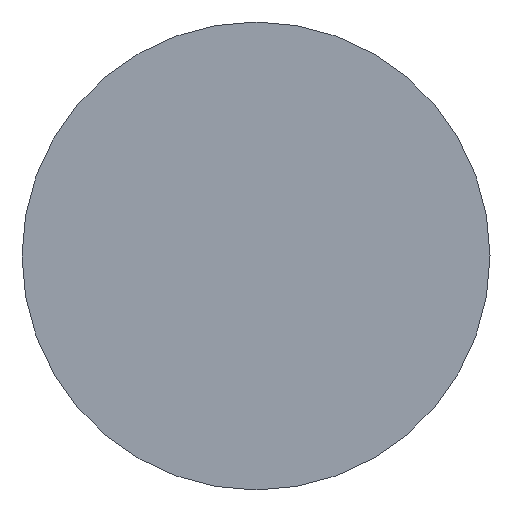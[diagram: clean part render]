
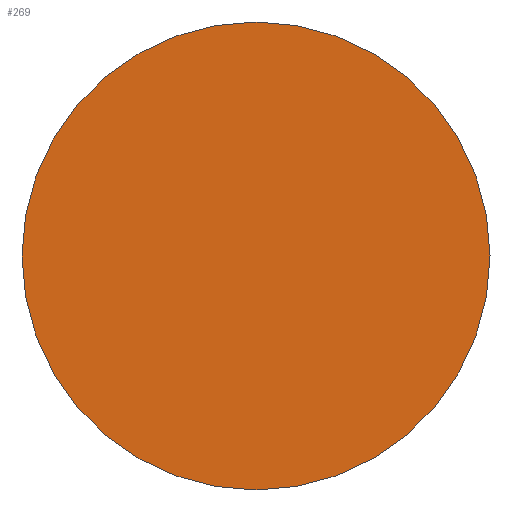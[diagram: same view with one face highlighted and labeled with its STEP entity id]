
A CAD part, front view. The second image highlights one B-rep face of the part: STEP entity #269.
In plain terms, the highlighted planar face has unit normal (0, -1, 0).
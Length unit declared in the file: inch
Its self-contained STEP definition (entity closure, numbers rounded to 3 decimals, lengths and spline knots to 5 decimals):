
#63 = DIRECTION ( 'NONE',  ( 0., 0., -1. ) ) ;
#85 = ORIENTED_EDGE ( 'NONE', *, *, #371, .T. ) ;
#91 = PLANE ( 'NONE',  #148 ) ;
#97 = AXIS2_PLACEMENT_3D ( 'NONE', #142, #291, #359 ) ;
#108 = CIRCLE ( 'NONE', #97, 0.25 ) ;
#111 = AXIS2_PLACEMENT_3D ( 'NONE', #447, #197, #282 ) ;
#124 = ORIENTED_EDGE ( 'NONE', *, *, #257, .T. ) ;
#142 = CARTESIAN_POINT ( 'NONE',  ( 0., 0., 0. ) ) ;
#148 = AXIS2_PLACEMENT_3D ( 'NONE', #383, #242, #63 ) ;
#166 = FACE_OUTER_BOUND ( 'NONE', #325, .T. ) ;
#197 = DIRECTION ( 'NONE',  ( 0., -1., 0. ) ) ;
#242 = DIRECTION ( 'NONE',  ( 0., -1., 0. ) ) ;
#251 = CARTESIAN_POINT ( 'NONE',  ( 0., 0., -0.25 ) ) ;
#257 = EDGE_CURVE ( 'NONE', #406, #316, #397, .T. ) ;
#269 = ADVANCED_FACE ( 'NONE', ( #166 ), #91, .T. ) ;
#282 = DIRECTION ( 'NONE',  ( 0., 0., -1. ) ) ;
#291 = DIRECTION ( 'NONE',  ( 0., -1., 0. ) ) ;
#316 = VERTEX_POINT ( 'NONE', #251 ) ;
#325 = EDGE_LOOP ( 'NONE', ( #85, #124 ) ) ;
#359 = DIRECTION ( 'NONE',  ( 0., 0., -1. ) ) ;
#368 = CARTESIAN_POINT ( 'NONE',  ( 0., 0., 0.25 ) ) ;
#371 = EDGE_CURVE ( 'NONE', #316, #406, #108, .T. ) ;
#383 = CARTESIAN_POINT ( 'NONE',  ( 0., 0., 0. ) ) ;
#397 = CIRCLE ( 'NONE', #111, 0.25 ) ;
#406 = VERTEX_POINT ( 'NONE', #368 ) ;
#447 = CARTESIAN_POINT ( 'NONE',  ( 0., 0., 0. ) ) ;
